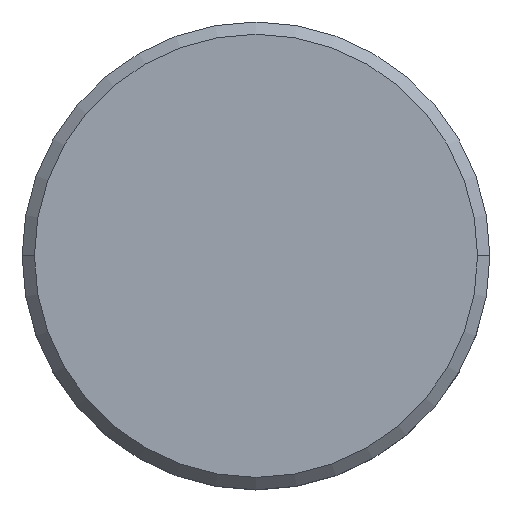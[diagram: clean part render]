
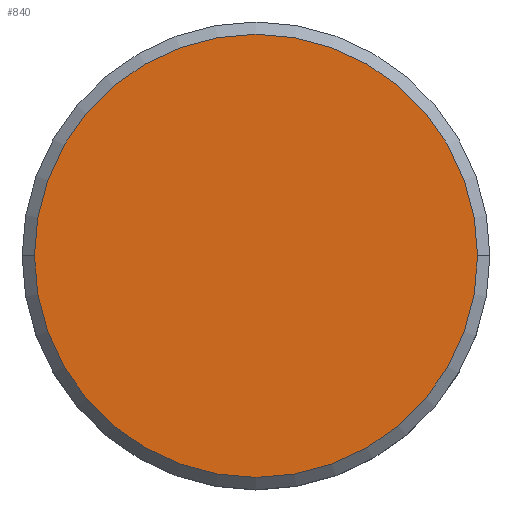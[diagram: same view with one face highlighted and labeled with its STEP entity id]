
A CAD part, top view. The second image highlights one B-rep face of the part: STEP entity #840.
In plain terms, the highlighted planar face has unit normal (0, 0, 1).
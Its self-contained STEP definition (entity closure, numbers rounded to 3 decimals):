
#54 = CARTESIAN_POINT ( 'NONE',  ( 9., 0., 0. ) ) ;
#55 = DIRECTION ( 'NONE',  ( 0., 0., 1. ) ) ;
#91 = AXIS2_PLACEMENT_3D ( 'NONE', #575, #55, #750 ) ;
#165 = CIRCLE ( 'NONE', #91, 9. ) ;
#189 = DIRECTION ( 'NONE',  ( 0., 0., 1. ) ) ;
#215 = VERTEX_POINT ( 'NONE', #1106 ) ;
#243 = VERTEX_POINT ( 'NONE', #54 ) ;
#246 = AXIS2_PLACEMENT_3D ( 'NONE', #980, #189, #864 ) ;
#305 = ORIENTED_EDGE ( 'NONE', *, *, #403, .T. ) ;
#403 = EDGE_CURVE ( 'NONE', #243, #215, #1024, .T. ) ;
#541 = DIRECTION ( 'NONE',  ( 0., 0., 1. ) ) ;
#575 = CARTESIAN_POINT ( 'NONE',  ( 0., 0., 0. ) ) ;
#672 = EDGE_CURVE ( 'NONE', #215, #243, #165, .T. ) ;
#750 = DIRECTION ( 'NONE',  ( 1., 0., 0. ) ) ;
#826 = AXIS2_PLACEMENT_3D ( 'NONE', #987, #541, #873 ) ;
#840 = ADVANCED_FACE ( 'NONE', ( #1083 ), #1148, .T. ) ;
#864 = DIRECTION ( 'NONE',  ( 1., 0., 0. ) ) ;
#873 = DIRECTION ( 'NONE',  ( 1., 0., 0. ) ) ;
#964 = ORIENTED_EDGE ( 'NONE', *, *, #672, .T. ) ;
#980 = CARTESIAN_POINT ( 'NONE',  ( 0., 0., 0. ) ) ;
#987 = CARTESIAN_POINT ( 'NONE',  ( 0., 0., 0. ) ) ;
#1024 = CIRCLE ( 'NONE', #246, 9. ) ;
#1063 = EDGE_LOOP ( 'NONE', ( #964, #305 ) ) ;
#1083 = FACE_OUTER_BOUND ( 'NONE', #1063, .T. ) ;
#1106 = CARTESIAN_POINT ( 'NONE',  ( -9., 0., 0. ) ) ;
#1148 = PLANE ( 'NONE',  #826 ) ;
